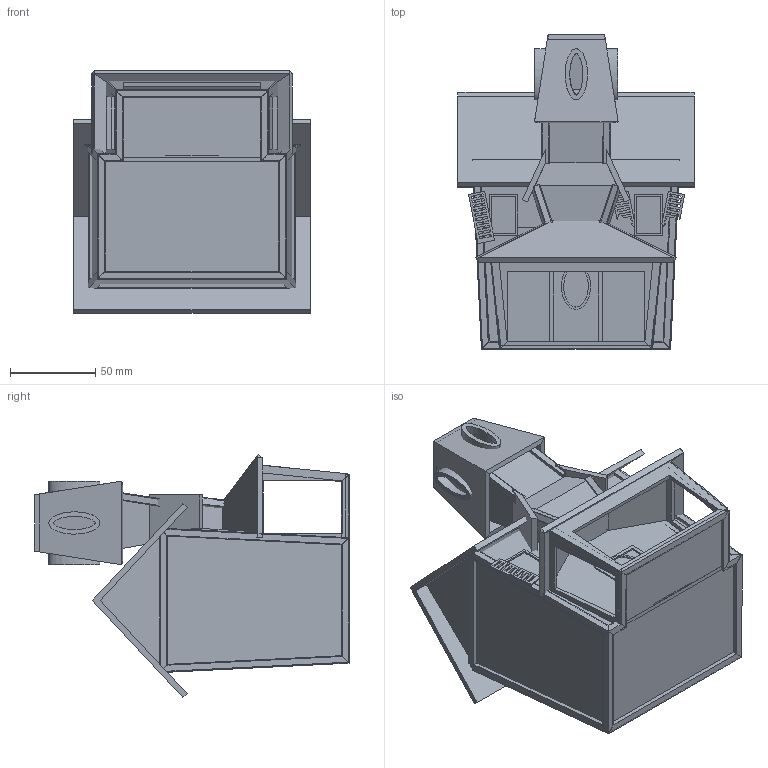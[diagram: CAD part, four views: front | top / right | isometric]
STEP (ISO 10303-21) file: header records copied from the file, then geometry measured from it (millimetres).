
FILE_DESCRIPTION (( 'STEP AP214' ), '1' );
FILE_NAME ('haunted house_mini.STEP', '2025-10-10T12:50:23', ( '' ), ( '' ), 'SwSTEP 2.0', 'SolidWorks 2025', '' );
FILE_SCHEMA (( 'AUTOMOTIVE_DESIGN' ));
Length unit declared in the file: inch
Products named in the file (1): haunted house_mini
Bounding box: 138.68 x 184.53 x 142.72 mm (x, y, z)
Surface area: 308650 mm2 (no closed solid volume)
Topology: 0 solids, 68 shells, 704 faces, 1855 edges, 1228 vertices
Faces by surface type: plane 656, bspline 48
Entity records: 26073 total; most frequent: CARTESIAN_POINT 8325, ORIENTED_EDGE 3631, DIRECTION 3053, EDGE_CURVE 1855, LINE 1739, VECTOR 1739, VERTEX_POINT 1228, EDGE_LOOP 782
